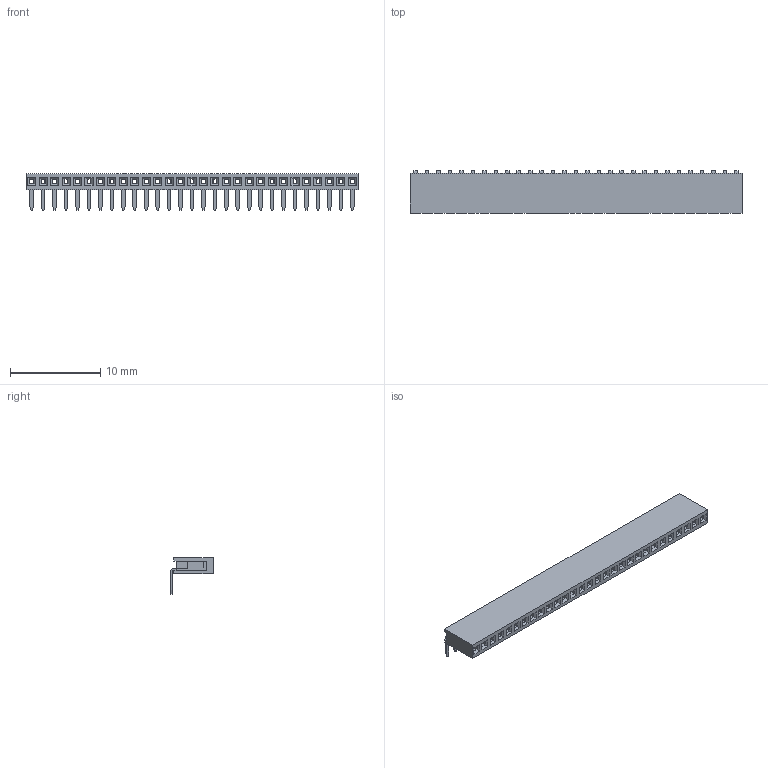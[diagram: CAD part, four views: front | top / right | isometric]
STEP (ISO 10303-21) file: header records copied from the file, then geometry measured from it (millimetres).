
FILE_DESCRIPTION(('STEP AP214'), '1');
FILE_NAME('PBS1.27-R', '', ('UNSPECIFIED'), ('UNSPECIFIED'), 'ASCON STEP Converter 1.6', 'ASCON Math Kernel', '');
FILE_SCHEMA(('AUTOMOTIVE_DESIGN { 1 0 10303 214 3 1 1}'));
Length unit declared in the file: millimetre
Bounding box: 36.83 x 4.7 x 4.1 mm (x, y, z)
Volume: 209.6 mm3; surface area: 1473 mm2
Topology: 30 solids, 30 shells, 1721 faces, 4635 edges, 2974 vertices
Faces by surface type: plane 1460, cylinder 261
Entity records: 66905 total; most frequent: CARTESIAN_POINT 9331, ORIENTED_EDGE 9270, DIRECTION 8601, EDGE_CURVE 4635, LINE 4113, VECTOR 4113, VERTEX_POINT 2974, AXIS2_PLACEMENT_3D 2244
